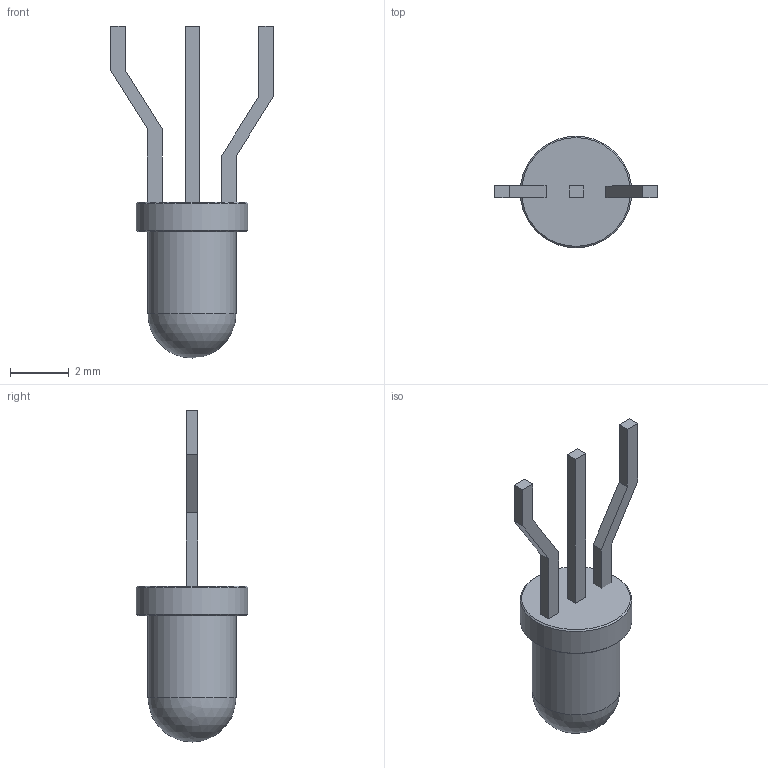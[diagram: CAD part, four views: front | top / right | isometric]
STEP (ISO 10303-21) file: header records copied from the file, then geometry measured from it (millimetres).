
FILE_DESCRIPTION(/* description */ (''),/* implementation_level */ '2;1');
FILE_NAME(/* name */ 'LED_3MM_DUAL.step',/* time_stamp */ '2023-01-30T22:06:20+01:00',/* author */ (''),/* organization */ (''),/* preprocessor_version */ 'ST-DEVELOPER v19',/* originating_system */ 'Autodesk Translation Framework v11.7.0.108',/* authorisation */ '');
FILE_SCHEMA (('AUTOMOTIVE_DESIGN { 1 0 10303 214 3 1 1 }'));
Length unit declared in the file: millimetre
Products named in the file (1): LED_3MM_DUAL
Bounding box: 5.54 x 3.8 x 11.3 mm (x, y, z)
Volume: 42 mm3; surface area: 117.3 mm2
Topology: 5 solids, 5 shells, 35 faces, 75 edges, 50 vertices
Faces by surface type: plane 30, cone 2, cylinder 2, sphere 1
Full cylindrical faces by diameter (mm): 3 x1, 3.8 x1
Entity records: 977 total; most frequent: CARTESIAN_POINT 160, DIRECTION 156, ORIENTED_EDGE 148, EDGE_CURVE 74, LINE 64, VECTOR 64, VERTEX_POINT 50, AXIS2_PLACEMENT_3D 46
